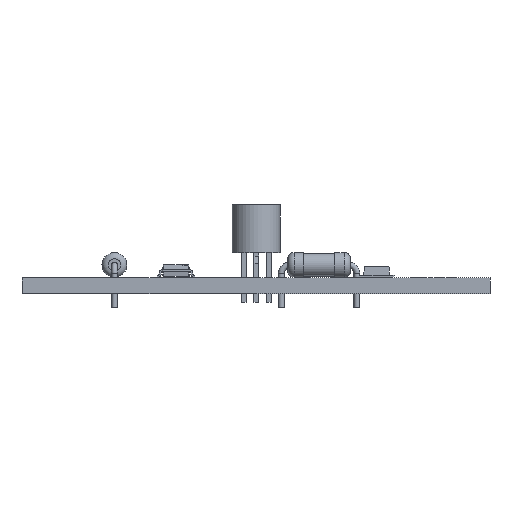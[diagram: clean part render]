
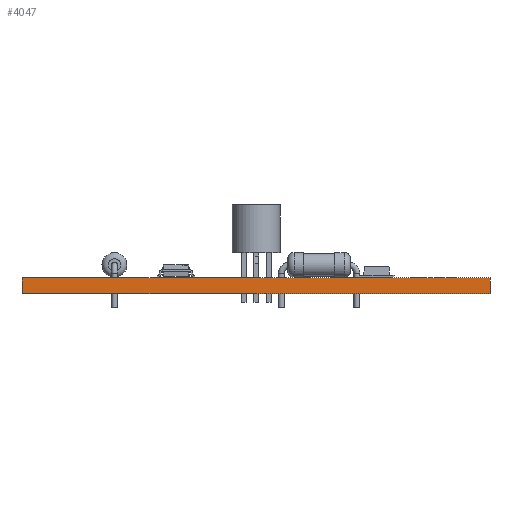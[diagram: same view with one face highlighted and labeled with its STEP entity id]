
A CAD part, front view. The second image highlights one B-rep face of the part: STEP entity #4047.
In plain terms, the highlighted planar face has unit normal (0, -1, 0).
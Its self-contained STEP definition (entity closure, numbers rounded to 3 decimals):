
#4047 = ADVANCED_FACE('',(#4048),#4082,.T.);
#4048 = FACE_BOUND('',#4049,.T.);
#4049 = EDGE_LOOP('',(#4050,#4060,#4068,#4076));
#4050 = ORIENTED_EDGE('',*,*,#4051,.T.);
#4051 = EDGE_CURVE('',#4052,#4054,#4056,.T.);
#4052 = VERTEX_POINT('',#4053);
#4053 = CARTESIAN_POINT('',(161.7,-113.2,0.));
#4054 = VERTEX_POINT('',#4055);
#4055 = CARTESIAN_POINT('',(161.7,-113.2,1.6));
#4056 = LINE('',#4057,#4058);
#4057 = CARTESIAN_POINT('',(161.7,-113.2,0.));
#4058 = VECTOR('',#4059,1.);
#4059 = DIRECTION('',(0.,0.,1.));
#4060 = ORIENTED_EDGE('',*,*,#4061,.T.);
#4061 = EDGE_CURVE('',#4054,#4062,#4064,.T.);
#4062 = VERTEX_POINT('',#4063);
#4063 = CARTESIAN_POINT('',(114.6,-113.2,1.6));
#4064 = LINE('',#4065,#4066);
#4065 = CARTESIAN_POINT('',(161.7,-113.2,1.6));
#4066 = VECTOR('',#4067,1.);
#4067 = DIRECTION('',(-1.,0.,0.));
#4068 = ORIENTED_EDGE('',*,*,#4069,.F.);
#4069 = EDGE_CURVE('',#4070,#4062,#4072,.T.);
#4070 = VERTEX_POINT('',#4071);
#4071 = CARTESIAN_POINT('',(114.6,-113.2,0.));
#4072 = LINE('',#4073,#4074);
#4073 = CARTESIAN_POINT('',(114.6,-113.2,0.));
#4074 = VECTOR('',#4075,1.);
#4075 = DIRECTION('',(0.,0.,1.));
#4076 = ORIENTED_EDGE('',*,*,#4077,.F.);
#4077 = EDGE_CURVE('',#4052,#4070,#4078,.T.);
#4078 = LINE('',#4079,#4080);
#4079 = CARTESIAN_POINT('',(161.7,-113.2,0.));
#4080 = VECTOR('',#4081,1.);
#4081 = DIRECTION('',(-1.,0.,0.));
#4082 = PLANE('',#4083);
#4083 = AXIS2_PLACEMENT_3D('',#4084,#4085,#4086);
#4084 = CARTESIAN_POINT('',(161.7,-113.2,0.));
#4085 = DIRECTION('',(0.,-1.,0.));
#4086 = DIRECTION('',(-1.,0.,0.));
